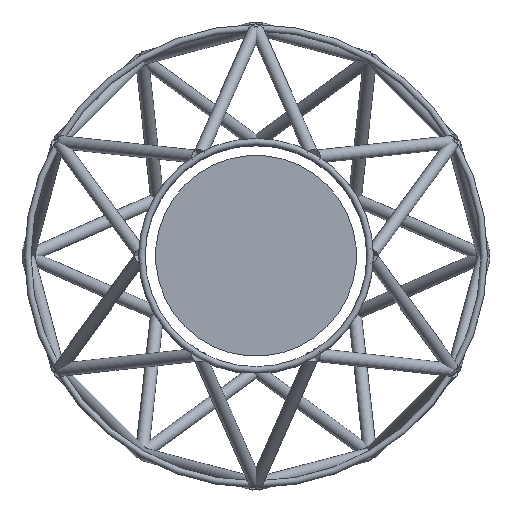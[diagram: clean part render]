
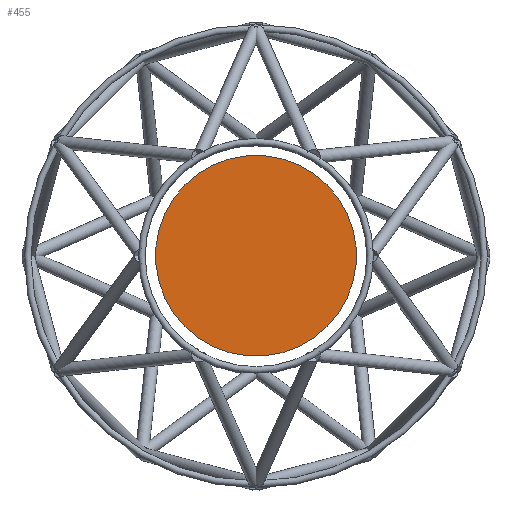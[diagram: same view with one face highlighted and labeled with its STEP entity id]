
A CAD part, top view. The second image highlights one B-rep face of the part: STEP entity #455.
In plain terms, the highlighted planar face has unit normal (0, 0, 1).
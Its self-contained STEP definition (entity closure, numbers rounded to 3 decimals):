
#267=PLANE('',#1310);
#341=FACE_OUTER_BOUND('',#725,.T.);
#455=ADVANCED_FACE('',(#341),#267,.F.);
#725=EDGE_LOOP('',(#879));
#879=ORIENTED_EDGE('',*,*,#1042,.T.);
#965=VERTEX_POINT('',#1974);
#1042=EDGE_CURVE('',#965,#965,#1119,.T.);
#1119=CIRCLE('',#1309,7.7);
#1309=AXIS2_PLACEMENT_3D('',#1973,#1690,#1691);
#1310=AXIS2_PLACEMENT_3D('',#1975,#1692,#1693);
#1690=DIRECTION('',(0.,0.,1.));
#1691=DIRECTION('',(0.966,-0.259,0.));
#1692=DIRECTION('',(0.,0.,-1.));
#1693=DIRECTION('',(-0.966,0.259,0.));
#1973=CARTESIAN_POINT('',(0.,0.,
30.376));
#1974=CARTESIAN_POINT('',(7.438,-1.993,30.376));
#1975=CARTESIAN_POINT('',(-1.993,-7.438,30.376));
